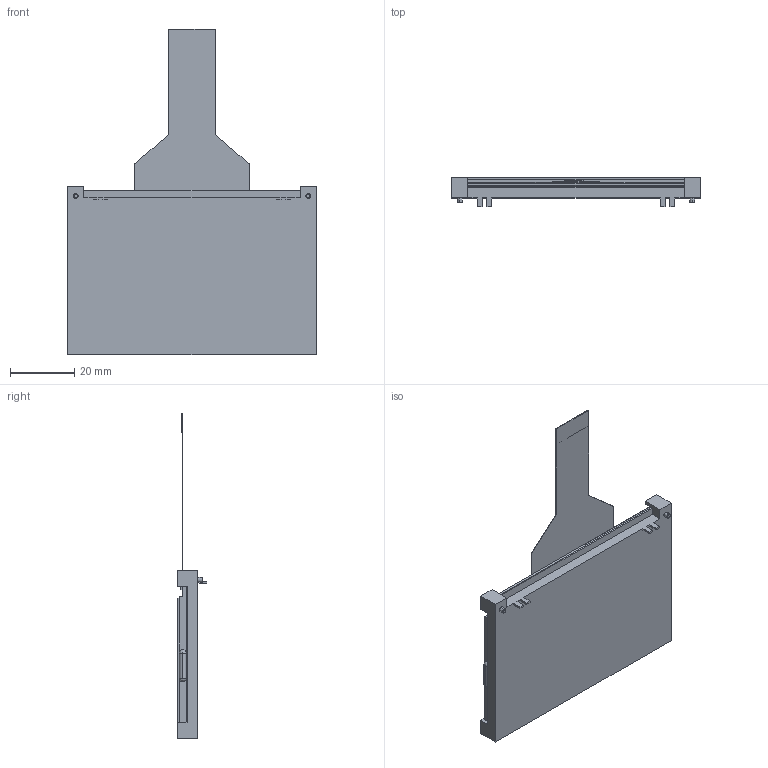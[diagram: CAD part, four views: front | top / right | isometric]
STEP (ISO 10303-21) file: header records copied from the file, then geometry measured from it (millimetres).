
FILE_DESCRIPTION((''),'2;1');
FILE_NAME('14468_ASM','2021-09-06T',('caizhe'),(''),'PRO/ENGINEER BY PARAMETRIC TECHNOLOGY CORPORATION, 2005030','PRO/ENGINEER BY PARAMETRIC TECHNOLOGY CORPORATION, 2005030','');
FILE_SCHEMA(('CONFIG_CONTROL_DESIGN'));
Length unit declared in the file: millimetre
Products named in the file (4): 14653LED; 14468LCD; 14467FPC; 14468_ASM
Assembly tree (3 placements, depth 2):
  14468_ASM
    14653LED
    14468LCD
    14467FPC
Bounding box: 77.4 x 9.3 x 101.2 mm (x, y, z)
Volume: 23021.1 mm3; surface area: 19203.1 mm2
Topology: 3 solids, 3 shells, 119 faces, 316 edges, 208 vertices
Faces by surface type: plane 101, cylinder 12, cone 4, bspline 2
Entity records: 3800 total; most frequent: CARTESIAN_POINT 704, ORIENTED_EDGE 632, DIRECTION 596, EDGE_CURVE 316, VECTOR 284, LINE 284, VERTEX_POINT 208, AXIS2_PLACEMENT_3D 156
